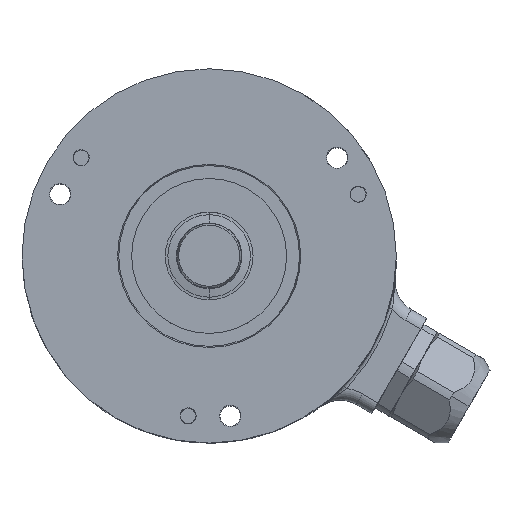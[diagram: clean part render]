
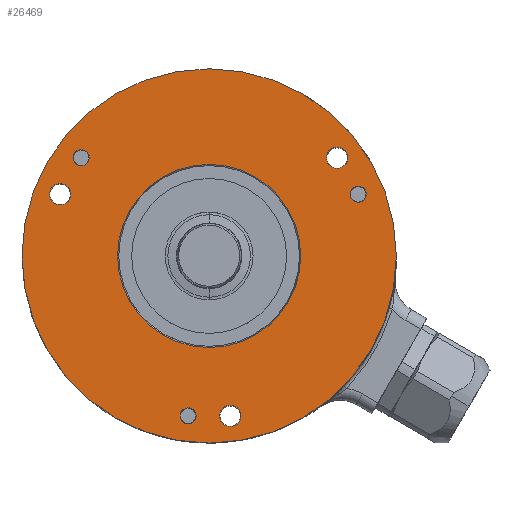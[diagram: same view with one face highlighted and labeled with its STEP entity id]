
A CAD part, top view. The second image highlights one B-rep face of the part: STEP entity #26469.
In plain terms, the highlighted planar face has unit normal (0, 0, 1).
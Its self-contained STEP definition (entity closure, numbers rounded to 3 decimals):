
#4117=CARTESIAN_POINT('',(0.,0.,25.));
#4118=DIRECTION('',(0.,0.,1.));
#4119=DIRECTION('',(1.,0.,0.));
#4120=AXIS2_PLACEMENT_3D('',#4117,#4118,#4119);
#4122=CARTESIAN_POINT('',(0.,0.,25.));
#4123=DIRECTION('',(0.,0.,1.));
#4124=DIRECTION('',(-1.,0.,0.));
#4125=AXIS2_PLACEMENT_3D('',#4122,#4123,#4124);
#4127=CARTESIAN_POINT('',(-19.834,15.219,25.));
#4128=DIRECTION('',(0.,0.,-1.));
#4129=DIRECTION('',(-0.793,0.609,0.));
#4130=AXIS2_PLACEMENT_3D('',#4127,#4128,#4129);
#4132=CARTESIAN_POINT('',(-19.834,15.219,25.));
#4133=DIRECTION('',(0.,0.,-1.));
#4134=DIRECTION('',(0.793,-0.609,0.));
#4135=AXIS2_PLACEMENT_3D('',#4132,#4133,#4134);
#4137=CARTESIAN_POINT('',(-3.263,-24.786,25.));
#4138=DIRECTION('',(0.,0.,-1.));
#4139=DIRECTION('',(-0.131,-0.991,0.));
#4140=AXIS2_PLACEMENT_3D('',#4137,#4138,#4139);
#4142=CARTESIAN_POINT('',(-3.263,-24.786,25.));
#4143=DIRECTION('',(0.,0.,-1.));
#4144=DIRECTION('',(0.131,0.991,0.));
#4145=AXIS2_PLACEMENT_3D('',#4142,#4143,#4144);
#4147=CARTESIAN_POINT('',(23.097,9.567,25.));
#4148=DIRECTION('',(0.,0.,-1.));
#4149=DIRECTION('',(0.924,0.383,0.));
#4150=AXIS2_PLACEMENT_3D('',#4147,#4148,#4149);
#4152=CARTESIAN_POINT('',(23.097,9.567,25.));
#4153=DIRECTION('',(0.,0.,-1.));
#4154=DIRECTION('',(-0.924,-0.383,0.));
#4155=AXIS2_PLACEMENT_3D('',#4152,#4153,#4154);
#4157=CARTESIAN_POINT('',(3.263,-24.786,25.));
#4158=DIRECTION('',(0.,0.,1.));
#4159=DIRECTION('',(0.,-1.,0.));
#4160=AXIS2_PLACEMENT_3D('',#4157,#4158,#4159);
#4162=CARTESIAN_POINT('',(3.263,-24.786,25.));
#4163=DIRECTION('',(0.,0.,1.));
#4164=DIRECTION('',(0.,1.,0.));
#4165=AXIS2_PLACEMENT_3D('',#4162,#4163,#4164);
#4167=CARTESIAN_POINT('',(19.834,15.219,25.));
#4168=DIRECTION('',(0.,0.,1.));
#4169=DIRECTION('',(0.,-1.,0.));
#4170=AXIS2_PLACEMENT_3D('',#4167,#4168,#4169);
#4172=CARTESIAN_POINT('',(19.834,15.219,25.));
#4173=DIRECTION('',(0.,0.,1.));
#4174=DIRECTION('',(0.,1.,0.));
#4175=AXIS2_PLACEMENT_3D('',#4172,#4173,#4174);
#4177=CARTESIAN_POINT('',(-23.097,9.567,25.));
#4178=DIRECTION('',(0.,0.,1.));
#4179=DIRECTION('',(0.,-1.,0.));
#4180=AXIS2_PLACEMENT_3D('',#4177,#4178,#4179);
#4182=CARTESIAN_POINT('',(-23.097,9.567,25.));
#4183=DIRECTION('',(0.,0.,1.));
#4184=DIRECTION('',(0.,1.,0.));
#4185=AXIS2_PLACEMENT_3D('',#4182,#4183,#4184);
#4196=CARTESIAN_POINT('',(0.,0.,25.));
#4197=DIRECTION('',(0.,0.,-1.));
#4198=DIRECTION('',(-1.,0.,0.));
#4199=AXIS2_PLACEMENT_3D('',#4196,#4197,#4198);
#4225=CARTESIAN_POINT('',(0.,0.,25.));
#4226=DIRECTION('',(0.,0.,-1.));
#4227=DIRECTION('',(1.,0.,0.));
#4228=AXIS2_PLACEMENT_3D('',#4225,#4226,#4227);
#21767=CARTESIAN_POINT('',(29.,0.,25.));
#21768=CARTESIAN_POINT('',(-29.,0.,25.));
#21769=VERTEX_POINT('',#21767);
#21770=VERTEX_POINT('',#21768);
#21843=CARTESIAN_POINT('',(-20.826,15.98,25.));
#21844=CARTESIAN_POINT('',(-18.842,14.458,25.));
#21845=VERTEX_POINT('',#21843);
#21846=VERTEX_POINT('',#21844);
#21847=CARTESIAN_POINT('',(-3.426,-26.025,25.));
#21848=CARTESIAN_POINT('',(-3.1,-23.547,25.));
#21849=VERTEX_POINT('',#21847);
#21850=VERTEX_POINT('',#21848);
#21851=CARTESIAN_POINT('',(24.252,10.045,25.));
#21852=CARTESIAN_POINT('',(21.942,9.089,25.));
#21853=VERTEX_POINT('',#21851);
#21854=VERTEX_POINT('',#21852);
#21953=CARTESIAN_POINT('',(14.188,0.,25.));
#21954=CARTESIAN_POINT('',(-14.188,0.,25.));
#21955=VERTEX_POINT('',#21953);
#21956=VERTEX_POINT('',#21954);
#22148=CARTESIAN_POINT('',(3.263,-26.436,25.));
#22149=CARTESIAN_POINT('',(3.263,-23.136,25.));
#22150=VERTEX_POINT('',#22148);
#22151=VERTEX_POINT('',#22149);
#22156=CARTESIAN_POINT('',(19.834,13.569,25.));
#22157=CARTESIAN_POINT('',(19.834,16.869,25.));
#22158=VERTEX_POINT('',#22156);
#22159=VERTEX_POINT('',#22157);
#22164=CARTESIAN_POINT('',(-23.097,7.917,25.));
#22165=CARTESIAN_POINT('',(-23.097,11.217,25.));
#22166=VERTEX_POINT('',#22164);
#22167=VERTEX_POINT('',#22165);
#26418=CARTESIAN_POINT('',(0.,0.,25.));
#26419=DIRECTION('',(0.,0.,1.));
#26420=DIRECTION('',(1.,0.,0.));
#26421=AXIS2_PLACEMENT_3D('',#26418,#26419,#26420);
#26422=PLANE('',#26421);
#26423=ORIENTED_EDGE('',*,*,#26398,.F.);
#26424=ORIENTED_EDGE('',*,*,#26412,.F.);
#26425=EDGE_LOOP('',(#26423,#26424));
#26426=FACE_OUTER_BOUND('',#26425,.F.);
#26428=ORIENTED_EDGE('',*,*,#26427,.F.);
#26430=ORIENTED_EDGE('',*,*,#26429,.F.);
#26431=EDGE_LOOP('',(#26428,#26430));
#26432=FACE_BOUND('',#26431,.F.);
#26434=ORIENTED_EDGE('',*,*,#26433,.F.);
#26436=ORIENTED_EDGE('',*,*,#26435,.F.);
#26437=EDGE_LOOP('',(#26434,#26436));
#26438=FACE_BOUND('',#26437,.F.);
#26440=ORIENTED_EDGE('',*,*,#26439,.F.);
#26442=ORIENTED_EDGE('',*,*,#26441,.F.);
#26443=EDGE_LOOP('',(#26440,#26442));
#26444=FACE_BOUND('',#26443,.F.);
#26446=ORIENTED_EDGE('',*,*,#26445,.F.);
#26448=ORIENTED_EDGE('',*,*,#26447,.F.);
#26449=EDGE_LOOP('',(#26446,#26448));
#26450=FACE_BOUND('',#26449,.F.);
#26452=ORIENTED_EDGE('',*,*,#26451,.T.);
#26454=ORIENTED_EDGE('',*,*,#26453,.T.);
#26455=EDGE_LOOP('',(#26452,#26454));
#26456=FACE_BOUND('',#26455,.F.);
#26458=ORIENTED_EDGE('',*,*,#26457,.T.);
#26460=ORIENTED_EDGE('',*,*,#26459,.T.);
#26461=EDGE_LOOP('',(#26458,#26460));
#26462=FACE_BOUND('',#26461,.F.);
#26464=ORIENTED_EDGE('',*,*,#26463,.T.);
#26466=ORIENTED_EDGE('',*,*,#26465,.T.);
#26467=EDGE_LOOP('',(#26464,#26466));
#26468=FACE_BOUND('',#26467,.F.);
#4121=CIRCLE('',#4120,29.);
#4126=CIRCLE('',#4125,29.);
#4131=CIRCLE('',#4130,1.25);
#4136=CIRCLE('',#4135,1.25);
#4141=CIRCLE('',#4140,1.25);
#4146=CIRCLE('',#4145,1.25);
#4151=CIRCLE('',#4150,1.25);
#4156=CIRCLE('',#4155,1.25);
#4161=CIRCLE('',#4160,1.65);
#4166=CIRCLE('',#4165,1.65);
#4171=CIRCLE('',#4170,1.65);
#4176=CIRCLE('',#4175,1.65);
#4181=CIRCLE('',#4180,1.65);
#4186=CIRCLE('',#4185,1.65);
#4200=CIRCLE('',#4199,14.188);
#4229=CIRCLE('',#4228,14.188);
#26398=EDGE_CURVE('',#21769,#21770,#4121,.T.);
#26412=EDGE_CURVE('',#21770,#21769,#4126,.T.);
#26427=EDGE_CURVE('',#21956,#21955,#4200,.T.);
#26429=EDGE_CURVE('',#21955,#21956,#4229,.T.);
#26433=EDGE_CURVE('',#21845,#21846,#4131,.T.);
#26435=EDGE_CURVE('',#21846,#21845,#4136,.T.);
#26439=EDGE_CURVE('',#21849,#21850,#4141,.T.);
#26441=EDGE_CURVE('',#21850,#21849,#4146,.T.);
#26445=EDGE_CURVE('',#21853,#21854,#4151,.T.);
#26447=EDGE_CURVE('',#21854,#21853,#4156,.T.);
#26451=EDGE_CURVE('',#22150,#22151,#4161,.T.);
#26453=EDGE_CURVE('',#22151,#22150,#4166,.T.);
#26457=EDGE_CURVE('',#22158,#22159,#4171,.T.);
#26459=EDGE_CURVE('',#22159,#22158,#4176,.T.);
#26463=EDGE_CURVE('',#22166,#22167,#4181,.T.);
#26465=EDGE_CURVE('',#22167,#22166,#4186,.T.);
#26469=ADVANCED_FACE('',(#26426,#26432,#26438,#26444,#26450,#26456,#26462,
#26468),#26422,.T.);
